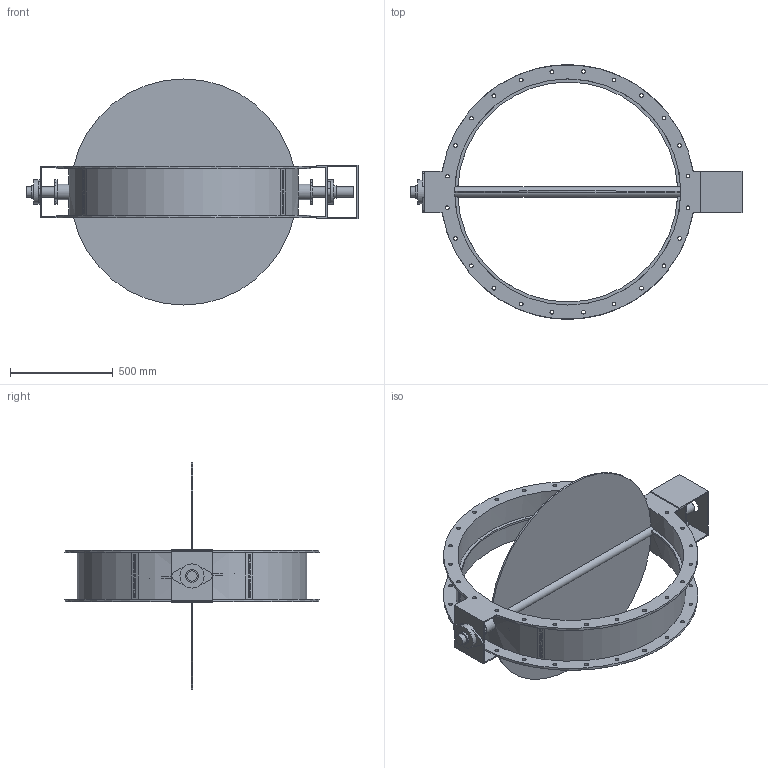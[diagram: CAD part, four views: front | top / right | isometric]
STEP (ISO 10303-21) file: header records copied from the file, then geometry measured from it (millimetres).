
FILE_DESCRIPTION(/* description */ ('SWEDENBORG – Quotation model (for reference)'),/* implementation_level */ '2;1');
FILE_NAME(/* name */ 'SWEDAMPER-S200-DN1100.stp',/* time_stamp */ '2026-02-06T11:57:19+01:00',/* author */ ('HB'),/* organization */ (''),/* preprocessor_version */ 'ST-DEVELOPER v20',/* originating_system */ 'Autodesk Inventor 2025',/* authorisation */ '');
FILE_SCHEMA (('AUTOMOTIVE_DESIGN { 1 0 10303 214 3 1 1 }'));
Length unit declared in the file: millimetre
Products named in the file (1): OffGen_Rund1ax
Bounding box: 1615 x 1238 x 1100 mm (x, y, z)
Volume: 25772718 mm3; surface area: 5437735 mm2
Topology: 1 solids, 1 shells, 706 faces, 1914 edges, 1277 vertices
Faces by surface type: plane 446, bspline 168, cylinder 92
Full cylindrical faces by diameter (mm): 18 x48, 50 x5, 62 x2, 70 x1, 75 x2, 117 x2, 1100 x2, 1238 x2
Entity records: 24715 total; most frequent: CARTESIAN_POINT 7070, ORIENTED_EDGE 3828, DIRECTION 2831, EDGE_CURVE 1914, LINE 1357, VECTOR 1357, VERTEX_POINT 1277, EDGE_LOOP 885
